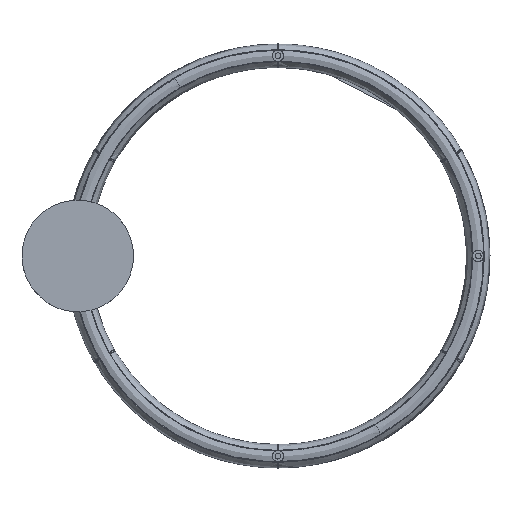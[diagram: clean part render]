
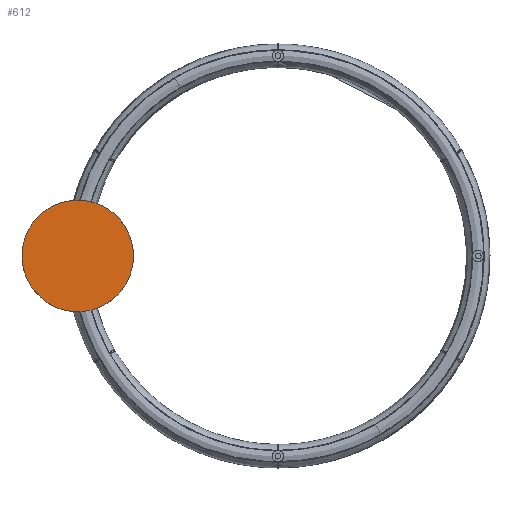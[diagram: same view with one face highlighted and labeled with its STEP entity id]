
A CAD part, top view. The second image highlights one B-rep face of the part: STEP entity #612.
In plain terms, the highlighted planar face has unit normal (0, 0, 1).
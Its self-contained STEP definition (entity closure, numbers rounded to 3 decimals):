
#612=ADVANCED_FACE($,(#1016),#7334,.T.);
#1016=FACE_OUTER_BOUND($,#1427,.T.);
#1427=EDGE_LOOP($,(#4010,#4011));
#4010=ORIENTED_EDGE($,*,*,#5763,.T.);
#4011=ORIENTED_EDGE($,*,*,#5768,.T.);
#5763=EDGE_CURVE($,#7108,#7111,#8807,.T.);
#5768=EDGE_CURVE($,#7111,#7108,#8810,.T.);
#7108=VERTEX_POINT($,#26535);
#7111=VERTEX_POINT($,#26538);
#7334=PLANE($,#9443);
#8807=B_SPLINE_CURVE_WITH_KNOTS($,3,(#26395,#26396,#26397,#26398,#26399,
#26400,#26401,#26402,#26403,#26404,#26405,#26406),.UNSPECIFIED.,.F.,.F.,
(4,1,1,1,1,1,1,1,1,4),(-740.938,-718.712,-696.486,
-648.321,-600.156,-555.704,-511.251,
-463.086,-414.922,-370.469),.UNSPECIFIED.);
#8810=B_SPLINE_CURVE_WITH_KNOTS($,3,(#26425,#26426,#26427,#26428,#26429,
#26430,#26431,#26432,#26433,#26434,#26435,#26436),.UNSPECIFIED.,.F.,.F.,
(4,1,1,1,1,1,1,1,1,4),(-370.469,-326.017,-277.852,
-229.687,-185.235,-140.782,-92.617,
-44.453,-22.226,0.),.UNSPECIFIED.);
#9443=AXIS2_PLACEMENT_3D($,#26437,#9643,$);
#9643=DIRECTION($,(0.,0.,1.));
#26395=CARTESIAN_POINT($,(-527.451,59.15,74.85));
#26396=CARTESIAN_POINT($,(-531.167,52.714,74.85));
#26397=CARTESIAN_POINT($,(-537.379,39.137,74.85));
#26398=CARTESIAN_POINT($,(-544.821,8.928,74.85));
#26399=CARTESIAN_POINT($,(-542.49,-31.481,74.85));
#26400=CARTESIAN_POINT($,(-520.89,-74.423,74.85));
#26401=CARTESIAN_POINT($,(-485.567,-104.904,74.85));
#26402=CARTESIAN_POINT($,(-441.506,-120.254,74.85));
#26403=CARTESIAN_POINT($,(-393.518,-117.491,74.85));
#26404=CARTESIAN_POINT($,(-350.577,-95.889,74.85));
#26405=CARTESIAN_POINT($,(-329.981,-72.022,74.85));
#26406=CARTESIAN_POINT($,(-322.549,-59.15,74.85));
#26425=CARTESIAN_POINT($,(-322.549,-59.15,74.85));
#26426=CARTESIAN_POINT($,(-315.117,-46.277,74.85));
#26427=CARTESIAN_POINT($,(-304.746,-16.506,74.85));
#26428=CARTESIAN_POINT($,(-307.508,31.483,74.85));
#26429=CARTESIAN_POINT($,(-329.111,74.423,74.85));
#26430=CARTESIAN_POINT($,(-364.433,104.905,74.85));
#26431=CARTESIAN_POINT($,(-408.494,120.255,74.85));
#26432=CARTESIAN_POINT($,(-456.483,117.49,74.85));
#26433=CARTESIAN_POINT($,(-492.642,99.305,74.85));
#26434=CARTESIAN_POINT($,(-515.083,77.755,74.85));
#26435=CARTESIAN_POINT($,(-523.735,65.587,74.85));
#26436=CARTESIAN_POINT($,(-527.451,59.15,74.85));
#26437=CARTESIAN_POINT($,(-544.384,-119.382,74.85));
#26535=CARTESIAN_POINT($,(-527.451,59.15,74.85));
#26538=CARTESIAN_POINT($,(-322.549,-59.15,74.85));
